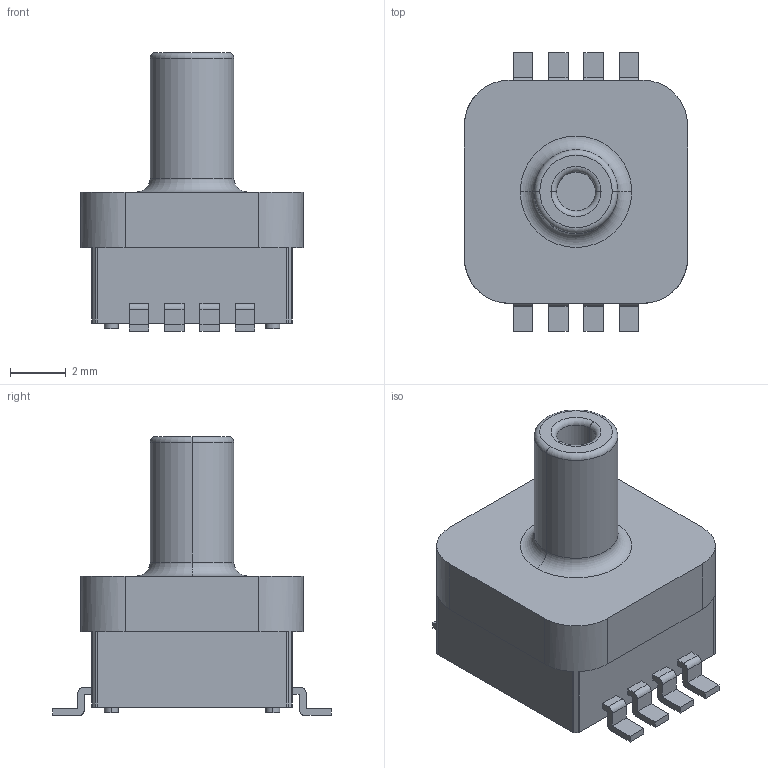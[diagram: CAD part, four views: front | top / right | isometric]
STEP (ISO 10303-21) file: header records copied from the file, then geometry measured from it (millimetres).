
FILE_DESCRIPTION (( 'STEP AP214' ), '1' );
FILE_NAME ('User Library-MPXH6115AC6.STEP', '2020-03-29T08:24:18', ( '' ), ( '' ), 'SwSTEP 2.0', 'SolidWorks 2019', '' );
FILE_SCHEMA (( 'AUTOMOTIVE_DESIGN' ));
Length unit declared in the file: millimetre
Products named in the file (1): User Library-MPXH6115AC6
Bounding box: 8 x 10 x 10 mm (x, y, z)
Volume: 294.5 mm3; surface area: 357.3 mm2
Topology: 1 solids, 1 shells, 136 faces, 354 edges, 234 vertices
Faces by surface type: plane 92, cylinder 38, torus 6
Entity records: 4198 total; most frequent: CARTESIAN_POINT 725, DIRECTION 722, ORIENTED_EDGE 708, EDGE_CURVE 354, LINE 260, VECTOR 260, VERTEX_POINT 234, AXIS2_PLACEMENT_3D 231
